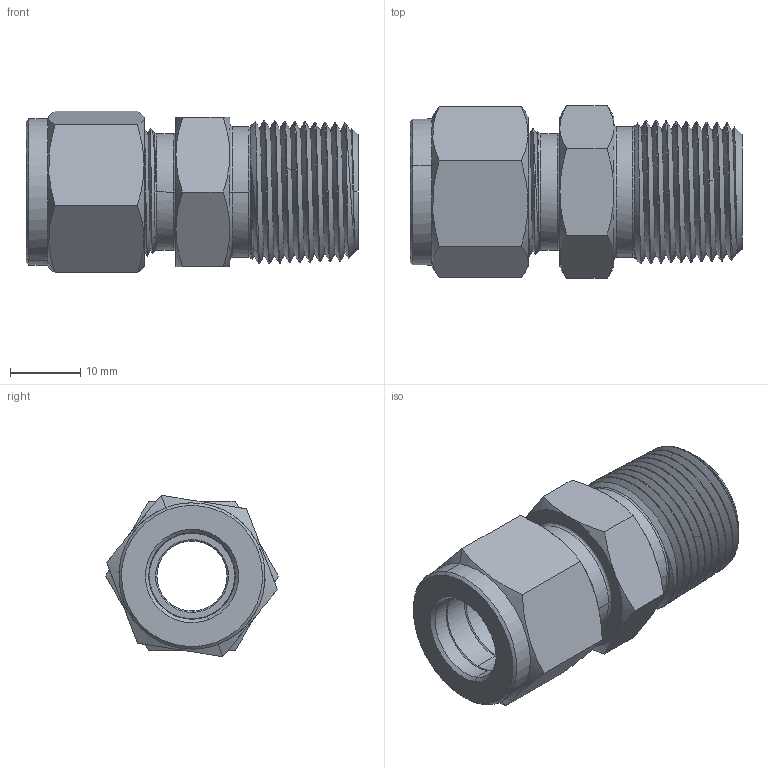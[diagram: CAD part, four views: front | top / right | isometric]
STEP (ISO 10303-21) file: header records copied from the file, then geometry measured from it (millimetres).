
FILE_DESCRIPTION(('FreeCAD Model'),'2;1');
FILE_NAME('Open CASCADE Shape Model','2025-05-03T23:40:55',('FreeCAD'),( 'FreeCAD'),'Open CASCADE STEP processor 7.6','FreeCAD','Unknown');
FILE_SCHEMA(('AUTOMOTIVE_DESIGN { 1 0 10303 214 1 1 1 1 }'));
Length unit declared in the file: millimetre
Products named in the file (1): Open CASCADE STEP translator 7.6 1
Bounding box: 47.27 x 24.61 x 22.98 mm (x, y, z)
Volume: 10454.1 mm3; surface area: 9106.2 mm2
Topology: 4 solids, 4 shells, 197 faces, 464 edges, 278 vertices
Faces by surface type: bspline 197
Entity records: 14291 total; most frequent: CARTESIAN_POINT 11627, ORIENTED_EDGE 928, EDGE_CURVE 464, B_SPLINE_CURVE_WITH_KNOTS 312, VERTEX_POINT 278, FACE_BOUND 208, EDGE_LOOP 208, ADVANCED_FACE 197
